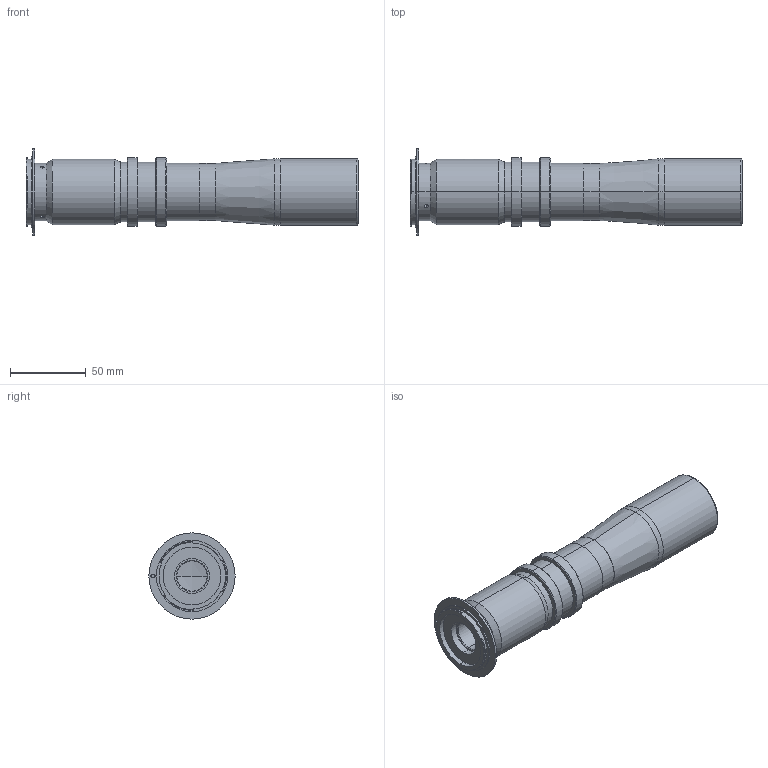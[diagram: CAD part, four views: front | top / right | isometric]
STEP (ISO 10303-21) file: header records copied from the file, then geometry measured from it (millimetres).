
FILE_DESCRIPTION (( 'STEP AP214' ), '1' );
FILE_NAME ('4M24_F.STEP', '2013-04-29T12:53:07', ( 'Work' ), ( '' ), 'SwSTEP 2.0', 'SolidWorks 2013', '' );
FILE_SCHEMA (( 'AUTOMOTIVE_DESIGN' ));
Length unit declared in the file: millimetre
Products named in the file (1): 4M24_F
Bounding box: 218.9 x 56.9 x 56.9 mm (x, y, z)
Surface area: 43748.9 mm2 (no closed solid volume)
Topology: 0 solids, 9 shells, 122 faces, 324 edges, 216 vertices
Faces by surface type: cylinder 59, plane 32, cone 25, torus 4, sphere 2
Entity records: 5615 total; most frequent: CARTESIAN_POINT 1153, DIRECTION 706, ORIENTED_EDGE 560, EDGE_CURVE 324, AXIS2_PLACEMENT_3D 291, VERTEX_POINT 216, CIRCLE 168, EDGE_LOOP 148
